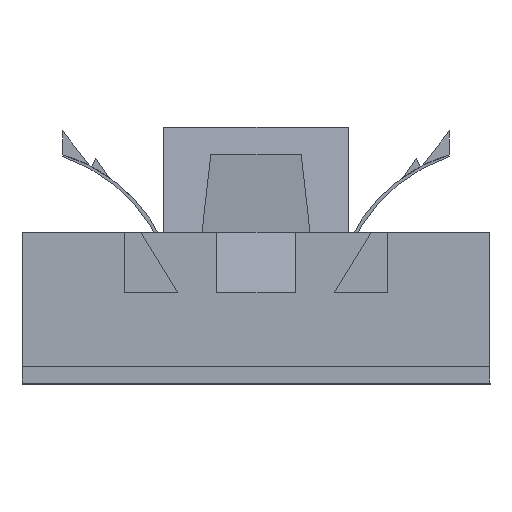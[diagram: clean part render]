
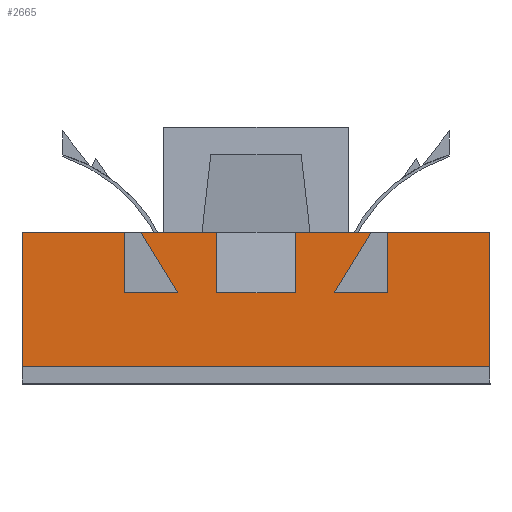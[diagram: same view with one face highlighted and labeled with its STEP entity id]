
A CAD part, left-side view. The second image highlights one B-rep face of the part: STEP entity #2665.
In plain terms, the highlighted planar face has unit normal (-1, 0, 0).
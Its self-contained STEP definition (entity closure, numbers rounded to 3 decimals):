
#40=PLANE('',#2850);
#228=LINE('',#3879,#582);
#229=LINE('',#3882,#583);
#230=LINE('',#3884,#584);
#231=LINE('',#3886,#585);
#232=LINE('',#3888,#586);
#233=LINE('',#3890,#587);
#234=LINE('',#3892,#588);
#235=LINE('',#3894,#589);
#236=LINE('',#3896,#590);
#237=LINE('',#3898,#591);
#238=LINE('',#3900,#592);
#239=LINE('',#3902,#593);
#240=LINE('',#3904,#594);
#241=LINE('',#3906,#595);
#242=LINE('',#3908,#596);
#243=LINE('',#3910,#597);
#582=VECTOR('',#3107,1000.);
#583=VECTOR('',#3108,1000.);
#584=VECTOR('',#3109,1000.);
#585=VECTOR('',#3110,1000.);
#586=VECTOR('',#3111,1000.);
#587=VECTOR('',#3112,1000.);
#588=VECTOR('',#3113,1000.);
#589=VECTOR('',#3114,1000.);
#590=VECTOR('',#3115,1000.);
#591=VECTOR('',#3116,1000.);
#592=VECTOR('',#3117,1000.);
#593=VECTOR('',#3118,1000.);
#594=VECTOR('',#3119,1000.);
#595=VECTOR('',#3120,1000.);
#596=VECTOR('',#3121,1000.);
#597=VECTOR('',#3122,1000.);
#944=ORIENTED_EDGE('',*,*,#1728,.F.);
#945=ORIENTED_EDGE('',*,*,#1729,.T.);
#946=ORIENTED_EDGE('',*,*,#1730,.T.);
#947=ORIENTED_EDGE('',*,*,#1731,.T.);
#948=ORIENTED_EDGE('',*,*,#1732,.T.);
#949=ORIENTED_EDGE('',*,*,#1733,.T.);
#950=ORIENTED_EDGE('',*,*,#1734,.T.);
#951=ORIENTED_EDGE('',*,*,#1735,.T.);
#952=ORIENTED_EDGE('',*,*,#1736,.F.);
#953=ORIENTED_EDGE('',*,*,#1737,.F.);
#954=ORIENTED_EDGE('',*,*,#1738,.T.);
#955=ORIENTED_EDGE('',*,*,#1739,.F.);
#956=ORIENTED_EDGE('',*,*,#1740,.F.);
#957=ORIENTED_EDGE('',*,*,#1741,.F.);
#958=ORIENTED_EDGE('',*,*,#1742,.T.);
#959=ORIENTED_EDGE('',*,*,#1743,.F.);
#1728=EDGE_CURVE('',#2117,#2118,#228,.T.);
#1729=EDGE_CURVE('',#2117,#2119,#229,.T.);
#1730=EDGE_CURVE('',#2119,#2120,#230,.T.);
#1731=EDGE_CURVE('',#2120,#2121,#231,.T.);
#1732=EDGE_CURVE('',#2121,#2122,#232,.T.);
#1733=EDGE_CURVE('',#2122,#2123,#233,.T.);
#1734=EDGE_CURVE('',#2123,#2124,#234,.T.);
#1735=EDGE_CURVE('',#2124,#2125,#235,.T.);
#1736=EDGE_CURVE('',#2126,#2125,#236,.T.);
#1737=EDGE_CURVE('',#2127,#2126,#237,.T.);
#1738=EDGE_CURVE('',#2127,#2128,#238,.T.);
#1739=EDGE_CURVE('',#2129,#2128,#239,.T.);
#1740=EDGE_CURVE('',#2130,#2129,#240,.T.);
#1741=EDGE_CURVE('',#2131,#2130,#241,.T.);
#1742=EDGE_CURVE('',#2131,#2132,#242,.T.);
#1743=EDGE_CURVE('',#2118,#2132,#243,.T.);
#2117=VERTEX_POINT('',#3880);
#2118=VERTEX_POINT('',#3881);
#2119=VERTEX_POINT('',#3883);
#2120=VERTEX_POINT('',#3885);
#2121=VERTEX_POINT('',#3887);
#2122=VERTEX_POINT('',#3889);
#2123=VERTEX_POINT('',#3891);
#2124=VERTEX_POINT('',#3893);
#2125=VERTEX_POINT('',#3895);
#2126=VERTEX_POINT('',#3897);
#2127=VERTEX_POINT('',#3899);
#2128=VERTEX_POINT('',#3901);
#2129=VERTEX_POINT('',#3903);
#2130=VERTEX_POINT('',#3905);
#2131=VERTEX_POINT('',#3907);
#2132=VERTEX_POINT('',#3909);
#2360=EDGE_LOOP('',(#944,#945,#946,#947,#948,#949,#950,#951,#952,#953,#954,
#955,#956,#957,#958,#959));
#2508=FACE_BOUND('',#2360,.T.);
#2665=ADVANCED_FACE('',(#2508),#40,.F.);
#2850=AXIS2_PLACEMENT_3D('',#3878,#3105,#3106);
#3105=DIRECTION('',(1.,0.,0.));
#3106=DIRECTION('',(0.,0.,-1.));
#3107=DIRECTION('',(0.,-1.,0.));
#3108=DIRECTION('',(0.,0.,1.));
#3109=DIRECTION('',(0.,1.,0.));
#3110=DIRECTION('',(0.,-0.518,-0.855));
#3111=DIRECTION('',(0.,1.,0.));
#3112=DIRECTION('',(0.,0.,1.));
#3113=DIRECTION('',(0.,1.,0.));
#3114=DIRECTION('',(0.,0.,-1.));
#3115=DIRECTION('',(0.,1.,0.));
#3116=DIRECTION('',(0.,0.,-1.));
#3117=DIRECTION('',(0.,1.,0.));
#3118=DIRECTION('',(0.,0.,1.));
#3119=DIRECTION('',(0.,-1.,0.));
#3120=DIRECTION('',(0.,0.518,-0.855));
#3121=DIRECTION('',(0.,1.,0.));
#3122=DIRECTION('',(0.,0.,1.));
#3878=CARTESIAN_POINT('',(-17.5,-12.7,7.3));
#3879=CARTESIAN_POINT('',(-17.5,2.125,4.));
#3880=CARTESIAN_POINT('',(-17.5,2.125,4.));
#3881=CARTESIAN_POINT('',(-17.5,-2.125,4.));
#3882=CARTESIAN_POINT('',(-17.5,2.125,4.));
#3883=CARTESIAN_POINT('',(-17.5,2.125,7.3));
#3884=CARTESIAN_POINT('',(-17.5,-12.7,7.3));
#3885=CARTESIAN_POINT('',(-17.5,6.25,7.3));
#3886=CARTESIAN_POINT('',(-17.5,6.25,7.3));
#3887=CARTESIAN_POINT('',(-17.5,4.25,4.));
#3888=CARTESIAN_POINT('',(-17.5,4.25,4.));
#3889=CARTESIAN_POINT('',(-17.5,7.15,4.));
#3890=CARTESIAN_POINT('',(-17.5,7.15,4.));
#3891=CARTESIAN_POINT('',(-17.5,7.15,7.3));
#3892=CARTESIAN_POINT('',(-17.5,-12.7,7.3));
#3893=CARTESIAN_POINT('',(-17.5,12.7,7.3));
#3894=CARTESIAN_POINT('',(-17.5,12.7,7.3));
#3895=CARTESIAN_POINT('',(-17.5,12.7,0.));
#3896=CARTESIAN_POINT('',(-17.5,-12.7,0.));
#3897=CARTESIAN_POINT('',(-17.5,-12.7,0.));
#3898=CARTESIAN_POINT('',(-17.5,-12.7,7.3));
#3899=CARTESIAN_POINT('',(-17.5,-12.7,7.3));
#3900=CARTESIAN_POINT('',(-17.5,-12.7,7.3));
#3901=CARTESIAN_POINT('',(-17.5,-7.15,7.3));
#3902=CARTESIAN_POINT('',(-17.5,-7.15,4.));
#3903=CARTESIAN_POINT('',(-17.5,-7.15,4.));
#3904=CARTESIAN_POINT('',(-17.5,-4.25,4.));
#3905=CARTESIAN_POINT('',(-17.5,-4.25,4.));
#3906=CARTESIAN_POINT('',(-17.5,-6.25,7.3));
#3907=CARTESIAN_POINT('',(-17.5,-6.25,7.3));
#3908=CARTESIAN_POINT('',(-17.5,-12.7,7.3));
#3909=CARTESIAN_POINT('',(-17.5,-2.125,7.3));
#3910=CARTESIAN_POINT('',(-17.5,-2.125,4.));
